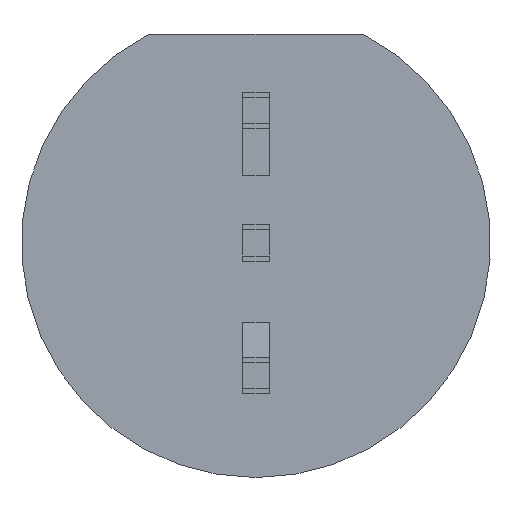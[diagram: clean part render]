
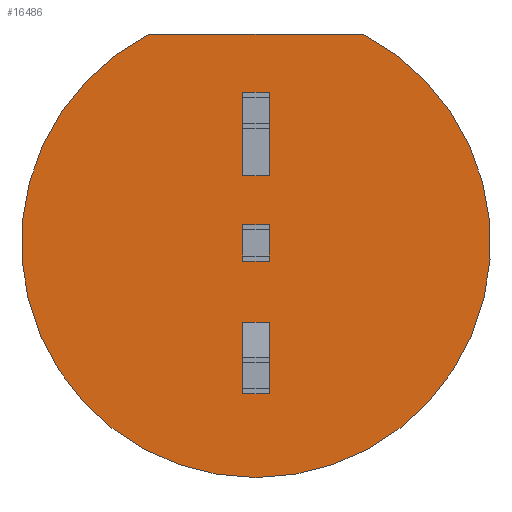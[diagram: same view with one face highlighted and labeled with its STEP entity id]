
A CAD part, front view. The second image highlights one B-rep face of the part: STEP entity #16486.
In plain terms, the highlighted planar face has unit normal (0, -1, 0).
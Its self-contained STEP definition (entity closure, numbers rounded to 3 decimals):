
#480 = VERTEX_POINT ( 'NONE', #19971 ) ;
#3253 = DIRECTION ( 'NONE',  ( 0., 0., -1. ) ) ;
#3254 = VECTOR ( 'NONE', #3253, 1000. ) ;
#3255 = CARTESIAN_POINT ( 'NONE',  ( 0.25, -2., 0.25 ) ) ;
#3256 = LINE ( 'NONE', #3255, #3254 ) ;
#3257 = CARTESIAN_POINT ( 'NONE',  ( 0.25, -2., 0.25 ) ) ;
#5199 = VERTEX_POINT ( 'NONE', #3257 ) ;
#5425 = EDGE_CURVE ( 'NONE', #5199, #480, #3256, .T. ) ;
#5595 = CARTESIAN_POINT ( 'NONE',  ( -2.062, -2., 4. ) ) ;
#5596 = DIRECTION ( 'NONE',  ( 0., 0., -1. ) ) ;
#5597 = DIRECTION ( 'NONE',  ( 0., -1., 0. ) ) ;
#5598 = CARTESIAN_POINT ( 'NONE',  ( 0., -2., 0. ) ) ;
#5599 = AXIS2_PLACEMENT_3D ( 'NONE', #5598, #5597, #5596 ) ;
#5600 = CIRCLE ( 'NONE', #5599, 4.5 ) ;
#5601 = CARTESIAN_POINT ( 'NONE',  ( 0., -2., -4.5 ) ) ;
#7955 = LINE ( 'NONE', #8022, #8009 ) ;
#7993 = DIRECTION ( 'NONE',  ( 0., 0., 1. ) ) ;
#7994 = VECTOR ( 'NONE', #7993, 1000. ) ;
#7995 = CARTESIAN_POINT ( 'NONE',  ( 0.25, -2., 1.29 ) ) ;
#7996 = LINE ( 'NONE', #7995, #7994 ) ;
#7997 = CARTESIAN_POINT ( 'NONE',  ( 0.25, -2., 1.79 ) ) ;
#7998 = CARTESIAN_POINT ( 'NONE',  ( 0.25, -2., 1.29 ) ) ;
#7999 = DIRECTION ( 'NONE',  ( -1., 0., 0. ) ) ;
#8000 = VECTOR ( 'NONE', #7999, 1000. ) ;
#8001 = CARTESIAN_POINT ( 'NONE',  ( 0.25, -2., 1.29 ) ) ;
#8002 = LINE ( 'NONE', #8001, #8000 ) ;
#8003 = CARTESIAN_POINT ( 'NONE',  ( -0.25, -2., 1.29 ) ) ;
#8004 = DIRECTION ( 'NONE',  ( -1., 0., 0. ) ) ;
#8005 = VECTOR ( 'NONE', #8004, 1000. ) ;
#8006 = CARTESIAN_POINT ( 'NONE',  ( 0.25, -2., 1.79 ) ) ;
#8007 = LINE ( 'NONE', #8006, #8005 ) ;
#8008 = CARTESIAN_POINT ( 'NONE',  ( -0.25, -2., 1.79 ) ) ;
#8009 = VECTOR ( 'NONE', #8021, 1000. ) ;
#8021 = DIRECTION ( 'NONE',  ( 0., 0., 1. ) ) ;
#8022 = CARTESIAN_POINT ( 'NONE',  ( -0.25, -2., 1.29 ) ) ;
#8251 = FACE_BOUND ( 'NONE', #16537, .T. ) ;
#8271 = FACE_OUTER_BOUND ( 'NONE', #16530, .T. ) ;
#8272 = FACE_BOUND ( 'NONE', #16511, .T. ) ;
#8273 = FACE_BOUND ( 'NONE', #16487, .T. ) ;
#8297 = CARTESIAN_POINT ( 'NONE',  ( -0.25, -2., -0.25 ) ) ;
#8298 = DIRECTION ( 'NONE',  ( 0., 0., -1. ) ) ;
#8299 = DIRECTION ( 'NONE',  ( 0., -1., 0. ) ) ;
#8300 = CARTESIAN_POINT ( 'NONE',  ( 0., -2., -10.02 ) ) ;
#8301 = AXIS2_PLACEMENT_3D ( 'NONE', #8300, #8299, #8298 ) ;
#8302 = PLANE ( 'NONE',  #8301 ) ;
#8306 = CARTESIAN_POINT ( 'NONE',  ( 0.25, -2., -2.019 ) ) ;
#8307 = DIRECTION ( 'NONE',  ( 0., 0., 1. ) ) ;
#8308 = VECTOR ( 'NONE', #8307, 1000. ) ;
#8309 = CARTESIAN_POINT ( 'NONE',  ( 0.25, -2., 0. ) ) ;
#8310 = LINE ( 'NONE', #8309, #8308 ) ;
#8311 = CARTESIAN_POINT ( 'NONE',  ( -0.25, -2., -1.519 ) ) ;
#8312 = CARTESIAN_POINT ( 'NONE',  ( 0.25, -2., -1.519 ) ) ;
#8313 = DIRECTION ( 'NONE',  ( -1., 0., 0. ) ) ;
#8314 = VECTOR ( 'NONE', #8313, 1000. ) ;
#8315 = CARTESIAN_POINT ( 'NONE',  ( 0.25, -2., -1.519 ) ) ;
#8316 = LINE ( 'NONE', #8315, #8314 ) ;
#8317 = DIRECTION ( 'NONE',  ( -1., 0., 0. ) ) ;
#8318 = VECTOR ( 'NONE', #8317, 1000. ) ;
#8319 = CARTESIAN_POINT ( 'NONE',  ( 0.25, -2., 0.25 ) ) ;
#8320 = LINE ( 'NONE', #8319, #8318 ) ;
#8321 = CARTESIAN_POINT ( 'NONE',  ( -0.25, -2., 0.25 ) ) ;
#8322 = DIRECTION ( 'NONE',  ( 0., 0., -1. ) ) ;
#8323 = VECTOR ( 'NONE', #8322, 1000. ) ;
#8324 = CARTESIAN_POINT ( 'NONE',  ( -0.25, -2., 0.25 ) ) ;
#8325 = LINE ( 'NONE', #8324, #8323 ) ;
#8326 = DIRECTION ( 'NONE',  ( -1., 0., 0. ) ) ;
#8327 = VECTOR ( 'NONE', #8326, 1000. ) ;
#8328 = CARTESIAN_POINT ( 'NONE',  ( 0.25, -2., -0.25 ) ) ;
#8329 = LINE ( 'NONE', #8328, #8327 ) ;
#8339 = DIRECTION ( 'NONE',  ( 0., 0., -1. ) ) ;
#8340 = DIRECTION ( 'NONE',  ( 0., -1., 0. ) ) ;
#8341 = CARTESIAN_POINT ( 'NONE',  ( 0., -2., 0. ) ) ;
#8342 = AXIS2_PLACEMENT_3D ( 'NONE', #8341, #8340, #8339 ) ;
#8343 = CIRCLE ( 'NONE', #8342, 4.5 ) ;
#8344 = CARTESIAN_POINT ( 'NONE',  ( 2.062, -2., 4. ) ) ;
#8345 = DIRECTION ( 'NONE',  ( 1., 0., 0. ) ) ;
#8346 = VECTOR ( 'NONE', #8345, 1000. ) ;
#8347 = CARTESIAN_POINT ( 'NONE',  ( 0., -2., 4. ) ) ;
#8348 = LINE ( 'NONE', #8347, #8346 ) ;
#8349 = DIRECTION ( 'NONE',  ( 0., 0., 1. ) ) ;
#8350 = VECTOR ( 'NONE', #8349, 1000. ) ;
#8351 = CARTESIAN_POINT ( 'NONE',  ( -0.25, -2., 0. ) ) ;
#8352 = LINE ( 'NONE', #8351, #8350 ) ;
#8610 = VECTOR ( 'NONE', #8657, 1000. ) ;
#8611 = CARTESIAN_POINT ( 'NONE',  ( 0.25, -2., -2.019 ) ) ;
#8612 = LINE ( 'NONE', #8611, #8610 ) ;
#8656 = CARTESIAN_POINT ( 'NONE',  ( -0.25, -2., -2.019 ) ) ;
#8657 = DIRECTION ( 'NONE',  ( -1., 0., 0. ) ) ;
#15703 = VERTEX_POINT ( 'NONE', #5601 ) ;
#15705 = EDGE_CURVE ( 'NONE', #15706, #15703, #5600, .T. ) ;
#15706 = VERTEX_POINT ( 'NONE', #5595 ) ;
#16397 = EDGE_CURVE ( 'NONE', #16402, #16398, #7955, .T. ) ;
#16398 = VERTEX_POINT ( 'NONE', #8008 ) ;
#16399 = EDGE_CURVE ( 'NONE', #16406, #16398, #8007, .T. ) ;
#16401 = ORIENTED_EDGE ( 'NONE', *, *, #16397, .T. ) ;
#16402 = VERTEX_POINT ( 'NONE', #8003 ) ;
#16403 = ORIENTED_EDGE ( 'NONE', *, *, #16404, .T. ) ;
#16404 = EDGE_CURVE ( 'NONE', #16405, #16402, #8002, .T. ) ;
#16405 = VERTEX_POINT ( 'NONE', #7998 ) ;
#16406 = VERTEX_POINT ( 'NONE', #7997 ) ;
#16407 = ORIENTED_EDGE ( 'NONE', *, *, #16408, .F. ) ;
#16408 = EDGE_CURVE ( 'NONE', #16405, #16406, #7996, .T. ) ;
#16481 = ORIENTED_EDGE ( 'NONE', *, *, #16399, .F. ) ;
#16486 = ADVANCED_FACE ( 'NONE', ( #8273, #8272, #8271, #8251 ), #8302, .T. ) ;
#16487 = EDGE_LOOP ( 'NONE', ( #16488, #16505, #16508, #16510 ) ) ;
#16488 = ORIENTED_EDGE ( 'NONE', *, *, #16504, .T. ) ;
#16489 = VERTEX_POINT ( 'NONE', #8297 ) ;
#16504 = EDGE_CURVE ( 'NONE', #480, #16489, #8329, .T. ) ;
#16505 = ORIENTED_EDGE ( 'NONE', *, *, #16506, .F. ) ;
#16506 = EDGE_CURVE ( 'NONE', #16507, #16489, #8325, .T. ) ;
#16507 = VERTEX_POINT ( 'NONE', #8321 ) ;
#16508 = ORIENTED_EDGE ( 'NONE', *, *, #16509, .F. ) ;
#16509 = EDGE_CURVE ( 'NONE', #5199, #16507, #8320, .T. ) ;
#16510 = ORIENTED_EDGE ( 'NONE', *, *, #5425, .T. ) ;
#16511 = EDGE_LOOP ( 'NONE', ( #16512, #16516, #16614, #16617 ) ) ;
#16512 = ORIENTED_EDGE ( 'NONE', *, *, #16513, .F. ) ;
#16513 = EDGE_CURVE ( 'NONE', #16514, #16515, #8316, .T. ) ;
#16514 = VERTEX_POINT ( 'NONE', #8312 ) ;
#16515 = VERTEX_POINT ( 'NONE', #8311 ) ;
#16516 = ORIENTED_EDGE ( 'NONE', *, *, #16517, .F. ) ;
#16517 = EDGE_CURVE ( 'NONE', #16518, #16514, #8310, .T. ) ;
#16518 = VERTEX_POINT ( 'NONE', #8306 ) ;
#16529 = EDGE_CURVE ( 'NONE', #16616, #16515, #8352, .T. ) ;
#16530 = EDGE_LOOP ( 'NONE', ( #16531, #16534, #16535 ) ) ;
#16531 = ORIENTED_EDGE ( 'NONE', *, *, #16532, .F. ) ;
#16532 = EDGE_CURVE ( 'NONE', #15706, #16533, #8348, .T. ) ;
#16533 = VERTEX_POINT ( 'NONE', #8344 ) ;
#16534 = ORIENTED_EDGE ( 'NONE', *, *, #15705, .T. ) ;
#16535 = ORIENTED_EDGE ( 'NONE', *, *, #16536, .T. ) ;
#16536 = EDGE_CURVE ( 'NONE', #15703, #16533, #8343, .T. ) ;
#16537 = EDGE_LOOP ( 'NONE', ( #16407, #16403, #16401, #16481 ) ) ;
#16614 = ORIENTED_EDGE ( 'NONE', *, *, #16615, .T. ) ;
#16615 = EDGE_CURVE ( 'NONE', #16518, #16616, #8612, .T. ) ;
#16616 = VERTEX_POINT ( 'NONE', #8656 ) ;
#16617 = ORIENTED_EDGE ( 'NONE', *, *, #16529, .T. ) ;
#19971 = CARTESIAN_POINT ( 'NONE',  ( 0.25, -2., -0.25 ) ) ;
